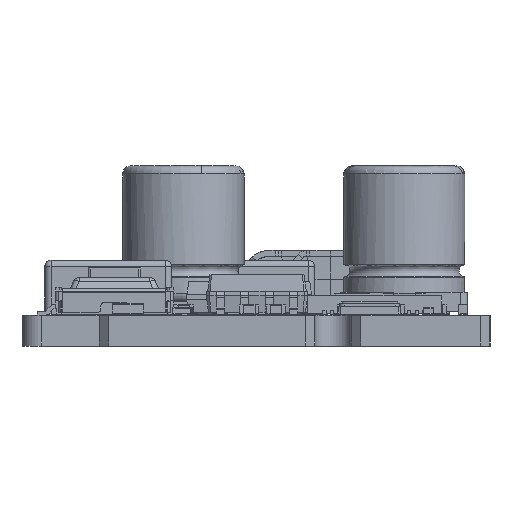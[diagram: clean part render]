
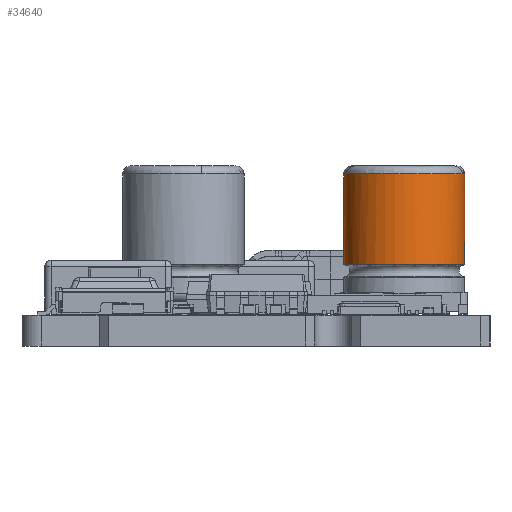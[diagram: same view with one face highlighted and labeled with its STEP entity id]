
A CAD part, left-side view. The second image highlights one B-rep face of the part: STEP entity #34640.
In plain terms, the highlighted cylindrical face has radius 3.15 mm (diameter 6.3 mm), a full revolution.
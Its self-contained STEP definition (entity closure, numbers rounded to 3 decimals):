
#34306 = VERTEX_POINT('',#34307);
#34307 = CARTESIAN_POINT('',(-3.15,0.,2.593));
#34313 = EDGE_CURVE('',#34306,#34306,#34314,.T.);
#34314 = ( BOUNDED_CURVE() B_SPLINE_CURVE(13,(#34315,#34316,#34317,
    #34318,#34319,#34320,#34321,#34322,#34323,#34324,#34325,#34326,
#34327,#34328),.UNSPECIFIED.,.T.,.F.) B_SPLINE_CURVE_WITH_KNOTS((1,13,13
    ,1),(-19.792,0.,19.792,
39.584),.UNSPECIFIED.) CURVE() GEOMETRIC_REPRESENTATION_ITEM() 
RATIONAL_B_SPLINE_CURVE((1.,1.,1.,1.,
    1.,1.,1.,1.,
    1.,1.,1.,1.,1.,1.)) 
REPRESENTATION_ITEM('') );
#34315 = CARTESIAN_POINT('',(-3.15,0.,2.593));
#34316 = CARTESIAN_POINT('',(-3.15,1.5,
    2.593));
#34317 = CARTESIAN_POINT('',(-2.375,3.035,
    2.593));
#34318 = CARTESIAN_POINT('',(-0.779,4.133,
    2.593));
#34319 = CARTESIAN_POINT('',(1.417,4.302,
    2.593));
#34320 = CARTESIAN_POINT('',(3.314,3.132,
    2.593));
#34321 = CARTESIAN_POINT('',(4.706,1.424,
    2.593));
#34322 = CARTESIAN_POINT('',(4.706,-1.424,
    2.593));
#34323 = CARTESIAN_POINT('',(3.314,-3.132,
    2.593));
#34324 = CARTESIAN_POINT('',(1.417,-4.302,
    2.593));
#34325 = CARTESIAN_POINT('',(-0.779,-4.133,
    2.593));
#34326 = CARTESIAN_POINT('',(-2.375,-3.035,
    2.593));
#34327 = CARTESIAN_POINT('',(-3.15,-1.5,2.593));
#34328 = CARTESIAN_POINT('',(-3.15,0.,2.593));
#34640 = ADVANCED_FACE('',(#34641),#34687,.T.);
#34641 = FACE_BOUND('',#34642,.T.);
#34642 = EDGE_LOOP('',(#34643,#34644,#34652,#34661,#34670,#34679,#34686)
  );
#34643 = ORIENTED_EDGE('',*,*,#34313,.F.);
#34644 = ORIENTED_EDGE('',*,*,#34645,.T.);
#34645 = EDGE_CURVE('',#34306,#34646,#34648,.T.);
#34646 = VERTEX_POINT('',#34647);
#34647 = CARTESIAN_POINT('',(-3.15,0.,7.28));
#34648 = LINE('',#34649,#34650);
#34649 = CARTESIAN_POINT('',(-3.15,0.,2.563));
#34650 = VECTOR('',#34651,1.);
#34651 = DIRECTION('',(0.,0.,1.));
#34652 = ORIENTED_EDGE('',*,*,#34653,.T.);
#34653 = EDGE_CURVE('',#34646,#34654,#34656,.T.);
#34654 = VERTEX_POINT('',#34655);
#34655 = CARTESIAN_POINT('',(0.945,3.005,7.28));
#34656 = CIRCLE('',#34657,3.15);
#34657 = AXIS2_PLACEMENT_3D('',#34658,#34659,#34660);
#34658 = CARTESIAN_POINT('',(0.,0.,7.28));
#34659 = DIRECTION('',(0.,0.,-1.));
#34660 = DIRECTION('',(-1.,0.,0.));
#34661 = ORIENTED_EDGE('',*,*,#34662,.T.);
#34662 = EDGE_CURVE('',#34654,#34663,#34665,.T.);
#34663 = VERTEX_POINT('',#34664);
#34664 = CARTESIAN_POINT('',(3.15,0.,7.28));
#34665 = CIRCLE('',#34666,3.15);
#34666 = AXIS2_PLACEMENT_3D('',#34667,#34668,#34669);
#34667 = CARTESIAN_POINT('',(0.,0.,7.28));
#34668 = DIRECTION('',(0.,0.,-1.));
#34669 = DIRECTION('',(-1.,0.,0.));
#34670 = ORIENTED_EDGE('',*,*,#34671,.T.);
#34671 = EDGE_CURVE('',#34663,#34672,#34674,.T.);
#34672 = VERTEX_POINT('',#34673);
#34673 = CARTESIAN_POINT('',(0.945,-3.005,7.28));
#34674 = CIRCLE('',#34675,3.15);
#34675 = AXIS2_PLACEMENT_3D('',#34676,#34677,#34678);
#34676 = CARTESIAN_POINT('',(0.,0.,7.28));
#34677 = DIRECTION('',(0.,0.,-1.));
#34678 = DIRECTION('',(-1.,0.,0.));
#34679 = ORIENTED_EDGE('',*,*,#34680,.T.);
#34680 = EDGE_CURVE('',#34672,#34646,#34681,.T.);
#34681 = CIRCLE('',#34682,3.15);
#34682 = AXIS2_PLACEMENT_3D('',#34683,#34684,#34685);
#34683 = CARTESIAN_POINT('',(0.,0.,7.28));
#34684 = DIRECTION('',(0.,0.,-1.));
#34685 = DIRECTION('',(-1.,0.,0.));
#34686 = ORIENTED_EDGE('',*,*,#34645,.F.);
#34687 = CYLINDRICAL_SURFACE('',#34688,3.15);
#34688 = AXIS2_PLACEMENT_3D('',#34689,#34690,#34691);
#34689 = CARTESIAN_POINT('',(0.,0.,2.563));
#34690 = DIRECTION('',(0.,0.,1.));
#34691 = DIRECTION('',(-1.,0.,0.));
